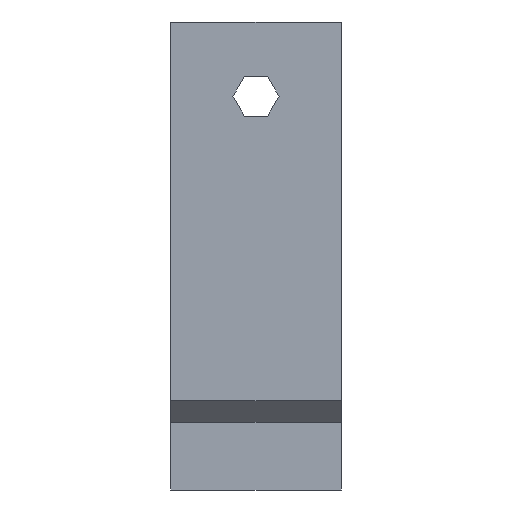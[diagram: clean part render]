
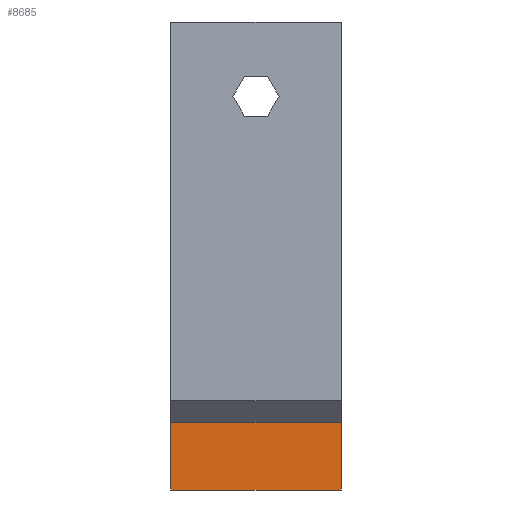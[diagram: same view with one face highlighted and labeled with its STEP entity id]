
A CAD part, left-side view. The second image highlights one B-rep face of the part: STEP entity #8685.
In plain terms, the highlighted planar face has unit normal (-1, 0, 0).
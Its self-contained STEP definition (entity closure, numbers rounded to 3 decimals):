
#72 = PLANE('',#73);
#73 = AXIS2_PLACEMENT_3D('',#74,#75,#76);
#74 = CARTESIAN_POINT('',(-10.,-11.5,46.));
#75 = DIRECTION('',(0.,0.,1.));
#76 = DIRECTION('',(1.,0.,0.));
#300 = VERTEX_POINT('',#301);
#301 = CARTESIAN_POINT('',(-6.9,-11.5,46.));
#416 = PLANE('',#417);
#417 = AXIS2_PLACEMENT_3D('',#418,#419,#420);
#418 = CARTESIAN_POINT('',(-6.9,-11.5,34.));
#419 = DIRECTION('',(0.,1.,0.));
#420 = DIRECTION('',(0.,0.,1.));
#1921 = EDGE_CURVE('',#300,#1922,#1924,.T.);
#1922 = VERTEX_POINT('',#1923);
#1923 = CARTESIAN_POINT('',(-6.9,-11.5,46.));
#1924 = SURFACE_CURVE('',#1925,(#1929,#1936),.PCURVE_S1.);
#1925 = LINE('',#1926,#1927);
#1926 = CARTESIAN_POINT('',(-6.9,-11.5,46.));
#1927 = VECTOR('',#1928,1.);
#1928 = DIRECTION('',(0.,1.,0.));
#1929 = PCURVE('',#72,#1930);
#1930 = DEFINITIONAL_REPRESENTATION('',(#1931),#1935);
#1931 = LINE('',#1932,#1933);
#1932 = CARTESIAN_POINT('',(3.1,0.));
#1933 = VECTOR('',#1934,1.);
#1934 = DIRECTION('',(0.,1.));
#1935 = ( GEOMETRIC_REPRESENTATION_CONTEXT(2) 
PARAMETRIC_REPRESENTATION_CONTEXT() REPRESENTATION_CONTEXT('2D SPACE',''
  ) );
#1936 = PCURVE('',#1937,#1942);
#1937 = PLANE('',#1938);
#1938 = AXIS2_PLACEMENT_3D('',#1939,#1940,#1941);
#1939 = CARTESIAN_POINT('',(-6.9,-11.5,34.));
#1940 = DIRECTION('',(1.,0.,0.));
#1941 = DIRECTION('',(0.,0.,1.));
#1942 = DEFINITIONAL_REPRESENTATION('',(#1943),#1947);
#1943 = LINE('',#1944,#1945);
#1944 = CARTESIAN_POINT('',(12.,0.));
#1945 = VECTOR('',#1946,1.);
#1946 = DIRECTION('',(0.,-1.));
#1947 = ( GEOMETRIC_REPRESENTATION_CONTEXT(2) 
PARAMETRIC_REPRESENTATION_CONTEXT() REPRESENTATION_CONTEXT('2D SPACE',''
  ) );
#1964 = PLANE('',#1965);
#1965 = AXIS2_PLACEMENT_3D('',#1966,#1967,#1968);
#1966 = CARTESIAN_POINT('',(-7.,-11.5,45.35));
#1967 = DIRECTION('',(0.,-1.,0.));
#1968 = DIRECTION('',(-0.966,0.,0.259));
#1988 = PLANE('',#1989);
#1989 = AXIS2_PLACEMENT_3D('',#1990,#1991,#1992);
#1990 = CARTESIAN_POINT('',(-9.898,11.5,
    46.126));
#1991 = DIRECTION('',(0.707,-0.,0.707));
#1992 = DIRECTION('',(0.707,0.,-0.707));
#2145 = PLANE('',#2146);
#2146 = AXIS2_PLACEMENT_3D('',#2147,#2148,#2149);
#2147 = CARTESIAN_POINT('',(-6.9,11.5,34.));
#2148 = DIRECTION('',(0.,1.,0.));
#2149 = DIRECTION('',(0.,0.,1.));
#2810 = VERTEX_POINT('',#2811);
#2811 = CARTESIAN_POINT('',(-6.9,-11.5,34.));
#2827 = PLANE('',#2828);
#2828 = AXIS2_PLACEMENT_3D('',#2829,#2830,#2831);
#2829 = CARTESIAN_POINT('',(-6.9,-11.5,34.));
#2830 = DIRECTION('',(0.,0.,1.));
#2831 = DIRECTION('',(1.,0.,0.));
#2839 = EDGE_CURVE('',#2810,#300,#2840,.T.);
#2840 = SURFACE_CURVE('',#2841,(#2845,#2852),.PCURVE_S1.);
#2841 = LINE('',#2842,#2843);
#2842 = CARTESIAN_POINT('',(-6.9,-11.5,34.));
#2843 = VECTOR('',#2844,1.);
#2844 = DIRECTION('',(0.,0.,1.));
#2845 = PCURVE('',#416,#2846);
#2846 = DEFINITIONAL_REPRESENTATION('',(#2847),#2851);
#2847 = LINE('',#2848,#2849);
#2848 = CARTESIAN_POINT('',(0.,0.));
#2849 = VECTOR('',#2850,1.);
#2850 = DIRECTION('',(1.,0.));
#2851 = ( GEOMETRIC_REPRESENTATION_CONTEXT(2) 
PARAMETRIC_REPRESENTATION_CONTEXT() REPRESENTATION_CONTEXT('2D SPACE',''
  ) );
#2852 = PCURVE('',#1937,#2853);
#2853 = DEFINITIONAL_REPRESENTATION('',(#2854),#2858);
#2854 = LINE('',#2855,#2856);
#2855 = CARTESIAN_POINT('',(0.,0.));
#2856 = VECTOR('',#2857,1.);
#2857 = DIRECTION('',(1.,0.));
#2858 = ( GEOMETRIC_REPRESENTATION_CONTEXT(2) 
PARAMETRIC_REPRESENTATION_CONTEXT() REPRESENTATION_CONTEXT('2D SPACE',''
  ) );
#8577 = VERTEX_POINT('',#8578);
#8578 = CARTESIAN_POINT('',(-6.9,-11.5,43.129));
#8599 = EDGE_CURVE('',#8600,#8577,#8602,.T.);
#8600 = VERTEX_POINT('',#8601);
#8601 = CARTESIAN_POINT('',(-6.9,11.5,43.129));
#8602 = SURFACE_CURVE('',#8603,(#8607,#8613),.PCURVE_S1.);
#8603 = LINE('',#8604,#8605);
#8604 = CARTESIAN_POINT('',(-6.9,0.,43.129));
#8605 = VECTOR('',#8606,1.);
#8606 = DIRECTION('',(0.,-1.,0.));
#8607 = PCURVE('',#1988,#8608);
#8608 = DEFINITIONAL_REPRESENTATION('',(#8609),#8612);
#8609 = B_SPLINE_CURVE_WITH_KNOTS('',1,(#8610,#8611),.UNSPECIFIED.,.F.,
  .F.,(2,2),(-13.8,13.8),.PIECEWISE_BEZIER_KNOTS.);
#8610 = CARTESIAN_POINT('',(4.239,2.3));
#8611 = CARTESIAN_POINT('',(4.239,-25.3));
#8612 = ( GEOMETRIC_REPRESENTATION_CONTEXT(2) 
PARAMETRIC_REPRESENTATION_CONTEXT() REPRESENTATION_CONTEXT('2D SPACE',''
  ) );
#8613 = PCURVE('',#1937,#8614);
#8614 = DEFINITIONAL_REPRESENTATION('',(#8615),#8618);
#8615 = B_SPLINE_CURVE_WITH_KNOTS('',1,(#8616,#8617),.UNSPECIFIED.,.F.,
  .F.,(2,2),(-13.8,13.8),.PIECEWISE_BEZIER_KNOTS.);
#8616 = CARTESIAN_POINT('',(9.129,-25.3));
#8617 = CARTESIAN_POINT('',(9.129,2.3));
#8618 = ( GEOMETRIC_REPRESENTATION_CONTEXT(2) 
PARAMETRIC_REPRESENTATION_CONTEXT() REPRESENTATION_CONTEXT('2D SPACE',''
  ) );
#8667 = EDGE_CURVE('',#1922,#8577,#8668,.T.);
#8668 = SURFACE_CURVE('',#8669,(#8673,#8679),.PCURVE_S1.);
#8669 = LINE('',#8670,#8671);
#8670 = CARTESIAN_POINT('',(-6.9,-11.5,39.675));
#8671 = VECTOR('',#8672,1.);
#8672 = DIRECTION('',(0.,0.,-1.));
#8673 = PCURVE('',#1964,#8674);
#8674 = DEFINITIONAL_REPRESENTATION('',(#8675),#8678);
#8675 = B_SPLINE_CURVE_WITH_KNOTS('',1,(#8676,#8677),.UNSPECIFIED.,.F.,
  .F.,(2,2),(-7.525,-2.421),.PIECEWISE_BEZIER_KNOTS.);
#8676 = CARTESIAN_POINT('',(0.382,-1.813));
#8677 = CARTESIAN_POINT('',(-0.939,3.118));
#8678 = ( GEOMETRIC_REPRESENTATION_CONTEXT(2) 
PARAMETRIC_REPRESENTATION_CONTEXT() REPRESENTATION_CONTEXT('2D SPACE',''
  ) );
#8679 = PCURVE('',#1937,#8680);
#8680 = DEFINITIONAL_REPRESENTATION('',(#8681),#8684);
#8681 = B_SPLINE_CURVE_WITH_KNOTS('',1,(#8682,#8683),.UNSPECIFIED.,.F.,
  .F.,(2,2),(-7.525,-2.421),.PIECEWISE_BEZIER_KNOTS.);
#8682 = CARTESIAN_POINT('',(13.2,0.));
#8683 = CARTESIAN_POINT('',(8.096,0.));
#8684 = ( GEOMETRIC_REPRESENTATION_CONTEXT(2) 
PARAMETRIC_REPRESENTATION_CONTEXT() REPRESENTATION_CONTEXT('2D SPACE',''
  ) );
#8685 = ADVANCED_FACE('',(#8686),#1937,.F.);
#8686 = FACE_BOUND('',#8687,.F.);
#8687 = EDGE_LOOP('',(#8688,#8689,#8690,#8713,#8734,#8735));
#8688 = ORIENTED_EDGE('',*,*,#1921,.F.);
#8689 = ORIENTED_EDGE('',*,*,#2839,.F.);
#8690 = ORIENTED_EDGE('',*,*,#8691,.T.);
#8691 = EDGE_CURVE('',#2810,#8692,#8694,.T.);
#8692 = VERTEX_POINT('',#8693);
#8693 = CARTESIAN_POINT('',(-6.9,11.5,34.));
#8694 = SURFACE_CURVE('',#8695,(#8699,#8706),.PCURVE_S1.);
#8695 = LINE('',#8696,#8697);
#8696 = CARTESIAN_POINT('',(-6.9,-11.5,34.));
#8697 = VECTOR('',#8698,1.);
#8698 = DIRECTION('',(0.,1.,0.));
#8699 = PCURVE('',#1937,#8700);
#8700 = DEFINITIONAL_REPRESENTATION('',(#8701),#8705);
#8701 = LINE('',#8702,#8703);
#8702 = CARTESIAN_POINT('',(0.,0.));
#8703 = VECTOR('',#8704,1.);
#8704 = DIRECTION('',(0.,-1.));
#8705 = ( GEOMETRIC_REPRESENTATION_CONTEXT(2) 
PARAMETRIC_REPRESENTATION_CONTEXT() REPRESENTATION_CONTEXT('2D SPACE',''
  ) );
#8706 = PCURVE('',#2827,#8707);
#8707 = DEFINITIONAL_REPRESENTATION('',(#8708),#8712);
#8708 = LINE('',#8709,#8710);
#8709 = CARTESIAN_POINT('',(0.,0.));
#8710 = VECTOR('',#8711,1.);
#8711 = DIRECTION('',(0.,1.));
#8712 = ( GEOMETRIC_REPRESENTATION_CONTEXT(2) 
PARAMETRIC_REPRESENTATION_CONTEXT() REPRESENTATION_CONTEXT('2D SPACE',''
  ) );
#8713 = ORIENTED_EDGE('',*,*,#8714,.T.);
#8714 = EDGE_CURVE('',#8692,#8600,#8715,.T.);
#8715 = SURFACE_CURVE('',#8716,(#8720,#8727),.PCURVE_S1.);
#8716 = LINE('',#8717,#8718);
#8717 = CARTESIAN_POINT('',(-6.9,11.5,34.));
#8718 = VECTOR('',#8719,1.);
#8719 = DIRECTION('',(0.,0.,1.));
#8720 = PCURVE('',#1937,#8721);
#8721 = DEFINITIONAL_REPRESENTATION('',(#8722),#8726);
#8722 = LINE('',#8723,#8724);
#8723 = CARTESIAN_POINT('',(0.,-23.));
#8724 = VECTOR('',#8725,1.);
#8725 = DIRECTION('',(1.,0.));
#8726 = ( GEOMETRIC_REPRESENTATION_CONTEXT(2) 
PARAMETRIC_REPRESENTATION_CONTEXT() REPRESENTATION_CONTEXT('2D SPACE',''
  ) );
#8727 = PCURVE('',#2145,#8728);
#8728 = DEFINITIONAL_REPRESENTATION('',(#8729),#8733);
#8729 = LINE('',#8730,#8731);
#8730 = CARTESIAN_POINT('',(0.,0.));
#8731 = VECTOR('',#8732,1.);
#8732 = DIRECTION('',(1.,0.));
#8733 = ( GEOMETRIC_REPRESENTATION_CONTEXT(2) 
PARAMETRIC_REPRESENTATION_CONTEXT() REPRESENTATION_CONTEXT('2D SPACE',''
  ) );
#8734 = ORIENTED_EDGE('',*,*,#8599,.T.);
#8735 = ORIENTED_EDGE('',*,*,#8667,.F.);
